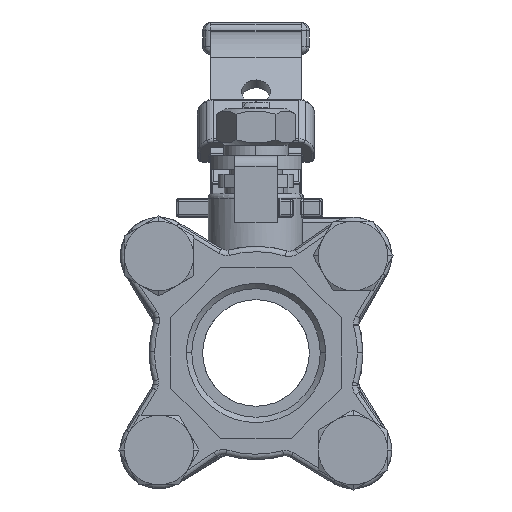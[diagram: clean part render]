
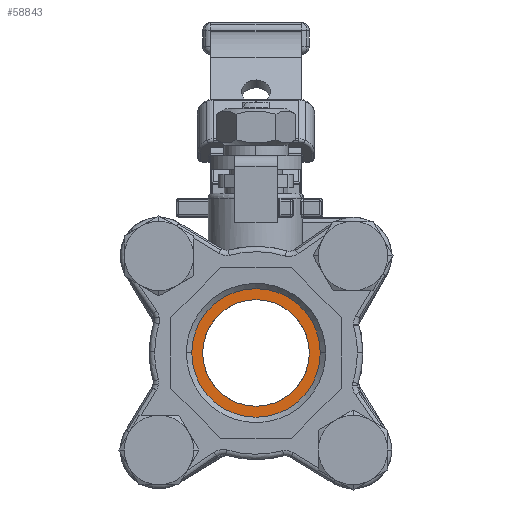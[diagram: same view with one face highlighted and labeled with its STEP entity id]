
A CAD part, left-side view. The second image highlights one B-rep face of the part: STEP entity #58843.
In plain terms, the highlighted planar face has unit normal (-1, 0, 0).
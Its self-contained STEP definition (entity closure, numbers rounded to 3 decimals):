
#58283=CARTESIAN_POINT('',(-18.8,-12.059,-0.));
#58284=VERTEX_POINT('',#58283);
#58298=CARTESIAN_POINT('',(-18.8,12.059,-0.));
#58299=VERTEX_POINT('',#58298);
#58306=CARTESIAN_POINT('',(-18.8,-0.,-0.));
#58307=DIRECTION('',(-1.,-0.,-0.));
#58308=DIRECTION('',(0.,-1.,0.));
#58309=AXIS2_PLACEMENT_3D('',#58306,#58307,#58308);
#58310=CIRCLE('',#58309,12.059);
#58311=EDGE_CURVE('',#58284,#58299,#58310,.T.);
#58592=CARTESIAN_POINT('',(-18.8,-10.,-0.));
#58593=VERTEX_POINT('',#58592);
#58602=CARTESIAN_POINT('',(-18.8,10.,-0.));
#58603=VERTEX_POINT('',#58602);
#58604=CARTESIAN_POINT('',(-18.8,-0.,-0.));
#58605=DIRECTION('',(1.,0.,0.));
#58606=DIRECTION('',(0.,-1.,0.));
#58607=AXIS2_PLACEMENT_3D('',#58604,#58605,#58606);
#58608=CIRCLE('',#58607,10.);
#58609=EDGE_CURVE('',#58603,#58593,#58608,.T.);
#58818=CARTESIAN_POINT('',(-18.8,-0.,-0.));
#58819=DIRECTION('',(-1.,-0.,-0.));
#58820=DIRECTION('',(0.,-1.,0.));
#58821=AXIS2_PLACEMENT_3D('',#58818,#58819,#58820);
#58822=PLANE('',#58821);
#58823=ORIENTED_EDGE('',*,*,#58311,.T.);
#58824=CARTESIAN_POINT('',(-18.8,-0.,-0.));
#58825=DIRECTION('',(-1.,-0.,-0.));
#58826=DIRECTION('',(0.,-1.,0.));
#58827=AXIS2_PLACEMENT_3D('',#58824,#58825,#58826);
#58828=CIRCLE('',#58827,12.059);
#58829=EDGE_CURVE('',#58299,#58284,#58828,.T.);
#58830=ORIENTED_EDGE('',*,*,#58829,.T.);
#58831=EDGE_LOOP('',(#58823,#58830));
#58832=FACE_BOUND('',#58831,.T.);
#58833=CARTESIAN_POINT('',(-18.8,-0.,-0.));
#58834=DIRECTION('',(1.,0.,0.));
#58835=DIRECTION('',(0.,-1.,0.));
#58836=AXIS2_PLACEMENT_3D('',#58833,#58834,#58835);
#58837=CIRCLE('',#58836,10.);
#58838=EDGE_CURVE('',#58593,#58603,#58837,.T.);
#58839=ORIENTED_EDGE('',*,*,#58838,.T.);
#58840=ORIENTED_EDGE('',*,*,#58609,.T.);
#58841=EDGE_LOOP('',(#58839,#58840));
#58842=FACE_BOUND('',#58841,.T.);
#58843=ADVANCED_FACE('',(#58832,#58842),#58822,.T.);
